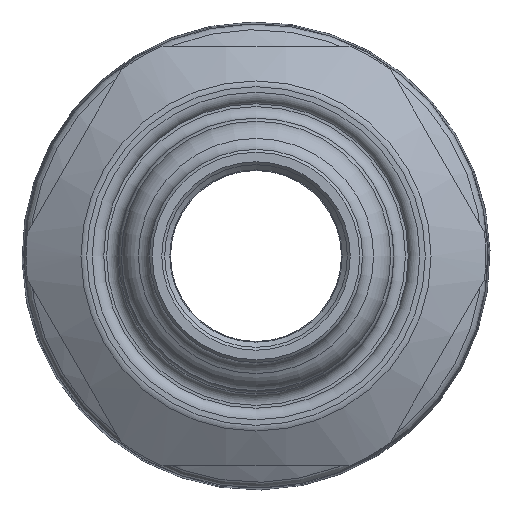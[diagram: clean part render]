
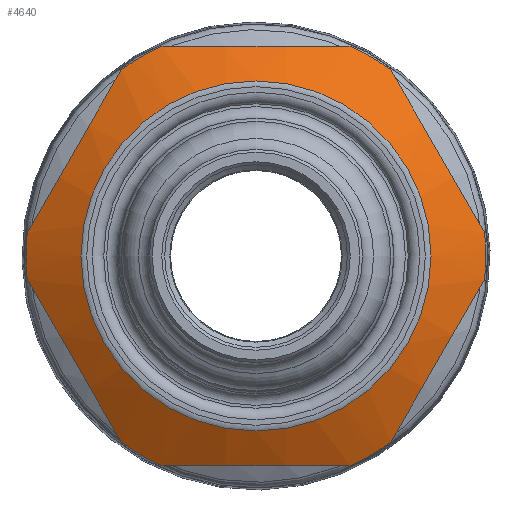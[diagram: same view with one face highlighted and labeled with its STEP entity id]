
A CAD part, front view. The second image highlights one B-rep face of the part: STEP entity #4640.
In plain terms, the highlighted conical face has half-angle 60 degrees and reference radius 17.78 mm.
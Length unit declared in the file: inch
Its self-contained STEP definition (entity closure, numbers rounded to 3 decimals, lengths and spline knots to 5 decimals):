
#192=(
BOUNDED_CURVE()
B_SPLINE_CURVE(2,(#11229,#11230,#11231),.UNSPECIFIED.,.F.,.F.)
B_SPLINE_CURVE_WITH_KNOTS((3,3),(0.,1.67512),.UNSPECIFIED.)
CURVE()
GEOMETRIC_REPRESENTATION_ITEM()
RATIONAL_B_SPLINE_CURVE((1.,1.096,1.))
REPRESENTATION_ITEM('')
);
#193=(
BOUNDED_CURVE()
B_SPLINE_CURVE(2,(#11235,#11236,#11237),.UNSPECIFIED.,.F.,.F.)
B_SPLINE_CURVE_WITH_KNOTS((3,3),(0.,1.67512),.UNSPECIFIED.)
CURVE()
GEOMETRIC_REPRESENTATION_ITEM()
RATIONAL_B_SPLINE_CURVE((1.,1.096,1.))
REPRESENTATION_ITEM('')
);
#194=(
BOUNDED_CURVE()
B_SPLINE_CURVE(2,(#11241,#11242,#11243),.UNSPECIFIED.,.F.,.F.)
B_SPLINE_CURVE_WITH_KNOTS((3,3),(0.,1.67512),.UNSPECIFIED.)
CURVE()
GEOMETRIC_REPRESENTATION_ITEM()
RATIONAL_B_SPLINE_CURVE((1.,1.096,1.))
REPRESENTATION_ITEM('')
);
#195=(
BOUNDED_CURVE()
B_SPLINE_CURVE(2,(#11247,#11248,#11249),.UNSPECIFIED.,.F.,.F.)
B_SPLINE_CURVE_WITH_KNOTS((3,3),(0.,1.67512),.UNSPECIFIED.)
CURVE()
GEOMETRIC_REPRESENTATION_ITEM()
RATIONAL_B_SPLINE_CURVE((1.,1.096,1.))
REPRESENTATION_ITEM('')
);
#196=(
BOUNDED_CURVE()
B_SPLINE_CURVE(2,(#11253,#11254,#11255),.UNSPECIFIED.,.F.,.F.)
B_SPLINE_CURVE_WITH_KNOTS((3,3),(0.,1.67512),.UNSPECIFIED.)
CURVE()
GEOMETRIC_REPRESENTATION_ITEM()
RATIONAL_B_SPLINE_CURVE((1.,1.096,1.))
REPRESENTATION_ITEM('')
);
#197=(
BOUNDED_CURVE()
B_SPLINE_CURVE(2,(#11259,#11260,#11261),.UNSPECIFIED.,.F.,.F.)
B_SPLINE_CURVE_WITH_KNOTS((3,3),(0.,1.67512),.UNSPECIFIED.)
CURVE()
GEOMETRIC_REPRESENTATION_ITEM()
RATIONAL_B_SPLINE_CURVE((1.,1.096,1.))
REPRESENTATION_ITEM('')
);
#733=FACE_OUTER_BOUND('',#1049,.T.);
#1049=EDGE_LOOP('',(#3827,#3828,#3829,#3830,#3831,#3832,#3833,#3834,#3835,
#3836,#3837,#3838,#3839,#3840,#3841,#3842));
#1210=LINE('',#11225,#1358);
#1358=VECTOR('',#6430,0.7);
#1642=CIRCLE('',#5209,0.60928);
#1644=CIRCLE('',#5213,0.8);
#1645=CIRCLE('',#5214,0.8);
#1646=CIRCLE('',#5215,0.8);
#1647=CIRCLE('',#5216,0.8);
#1648=CIRCLE('',#5217,0.8);
#1649=CIRCLE('',#5218,0.8);
#1650=CIRCLE('',#5219,0.8);
#2011=VERTEX_POINT('',#11217);
#2013=VERTEX_POINT('',#11224);
#2014=VERTEX_POINT('',#11226);
#2015=VERTEX_POINT('',#11228);
#2016=VERTEX_POINT('',#11232);
#2017=VERTEX_POINT('',#11234);
#2018=VERTEX_POINT('',#11238);
#2019=VERTEX_POINT('',#11240);
#2020=VERTEX_POINT('',#11244);
#2021=VERTEX_POINT('',#11246);
#2022=VERTEX_POINT('',#11250);
#2023=VERTEX_POINT('',#11252);
#2024=VERTEX_POINT('',#11256);
#2025=VERTEX_POINT('',#11258);
#2627=EDGE_CURVE('',#2011,#2011,#1642,.T.);
#2629=EDGE_CURVE('',#2011,#2013,#1210,.T.);
#2630=EDGE_CURVE('',#2014,#2013,#1644,.T.);
#2631=EDGE_CURVE('',#2015,#2014,#192,.T.);
#2632=EDGE_CURVE('',#2016,#2015,#1645,.T.);
#2633=EDGE_CURVE('',#2017,#2016,#193,.T.);
#2634=EDGE_CURVE('',#2018,#2017,#1646,.T.);
#2635=EDGE_CURVE('',#2019,#2018,#194,.T.);
#2636=EDGE_CURVE('',#2020,#2019,#1647,.T.);
#2637=EDGE_CURVE('',#2021,#2020,#195,.T.);
#2638=EDGE_CURVE('',#2022,#2021,#1648,.T.);
#2639=EDGE_CURVE('',#2023,#2022,#196,.T.);
#2640=EDGE_CURVE('',#2024,#2023,#1649,.T.);
#2641=EDGE_CURVE('',#2025,#2024,#197,.T.);
#2642=EDGE_CURVE('',#2013,#2025,#1650,.T.);
#3827=ORIENTED_EDGE('',*,*,#2627,.F.);
#3828=ORIENTED_EDGE('',*,*,#2629,.T.);
#3829=ORIENTED_EDGE('',*,*,#2630,.F.);
#3830=ORIENTED_EDGE('',*,*,#2631,.F.);
#3831=ORIENTED_EDGE('',*,*,#2632,.F.);
#3832=ORIENTED_EDGE('',*,*,#2633,.F.);
#3833=ORIENTED_EDGE('',*,*,#2634,.F.);
#3834=ORIENTED_EDGE('',*,*,#2635,.F.);
#3835=ORIENTED_EDGE('',*,*,#2636,.F.);
#3836=ORIENTED_EDGE('',*,*,#2637,.F.);
#3837=ORIENTED_EDGE('',*,*,#2638,.F.);
#3838=ORIENTED_EDGE('',*,*,#2639,.F.);
#3839=ORIENTED_EDGE('',*,*,#2640,.F.);
#3840=ORIENTED_EDGE('',*,*,#2641,.F.);
#3841=ORIENTED_EDGE('',*,*,#2642,.F.);
#3842=ORIENTED_EDGE('',*,*,#2629,.F.);
#4089=CONICAL_SURFACE('',#5212,0.7,1.047);
#4640=ADVANCED_FACE('',(#733),#4089,.T.);
#5209=AXIS2_PLACEMENT_3D('',#11219,#6422,#6423);
#5212=AXIS2_PLACEMENT_3D('',#11223,#6428,#6429);
#5213=AXIS2_PLACEMENT_3D('',#11227,#6431,#6432);
#5214=AXIS2_PLACEMENT_3D('',#11233,#6433,#6434);
#5215=AXIS2_PLACEMENT_3D('',#11239,#6435,#6436);
#5216=AXIS2_PLACEMENT_3D('',#11245,#6437,#6438);
#5217=AXIS2_PLACEMENT_3D('',#11251,#6439,#6440);
#5218=AXIS2_PLACEMENT_3D('',#11257,#6441,#6442);
#5219=AXIS2_PLACEMENT_3D('',#11262,#6443,#6444);
#6422=DIRECTION('center_axis',(0.,-1.,0.));
#6423=DIRECTION('ref_axis',(-1.,0.,0.));
#6428=DIRECTION('center_axis',(0.,1.,0.));
#6429=DIRECTION('ref_axis',(1.,0.,0.));
#6430=DIRECTION('',(-0.866,0.5,0.));
#6431=DIRECTION('center_axis',(0.,1.,0.));
#6432=DIRECTION('ref_axis',(-1.,0.,0.));
#6433=DIRECTION('center_axis',(0.,1.,0.));
#6434=DIRECTION('ref_axis',(-1.,0.,0.));
#6435=DIRECTION('center_axis',(0.,1.,0.));
#6436=DIRECTION('ref_axis',(-1.,0.,0.));
#6437=DIRECTION('center_axis',(0.,1.,0.));
#6438=DIRECTION('ref_axis',(-1.,0.,0.));
#6439=DIRECTION('center_axis',(0.,1.,0.));
#6440=DIRECTION('ref_axis',(-1.,0.,0.));
#6441=DIRECTION('center_axis',(0.,1.,0.));
#6442=DIRECTION('ref_axis',(-1.,0.,0.));
#6443=DIRECTION('center_axis',(0.,1.,0.));
#6444=DIRECTION('ref_axis',(-1.,0.,0.));
#11217=CARTESIAN_POINT('',(-0.60928,-2.00629,0.));
#11219=CARTESIAN_POINT('Origin',(0.,-2.00629,
0.));
#11223=CARTESIAN_POINT('Origin',(0.,-1.95392,
0.));
#11224=CARTESIAN_POINT('',(-0.8,-1.89618,0.));
#11225=CARTESIAN_POINT('',(-0.7,-1.95392,0.));
#11226=CARTESIAN_POINT('',(-0.79583,-1.89618,-0.08158));
#11227=CARTESIAN_POINT('Origin',(0.,-1.89618,0.));
#11228=CARTESIAN_POINT('',(-0.46857,-1.89618,-0.64842));
#11229=CARTESIAN_POINT('Ctrl Pts',(-0.46857,-1.89618,
-0.64842));
#11230=CARTESIAN_POINT('Ctrl Pts',(-0.6322,-1.97348,
-0.365));
#11231=CARTESIAN_POINT('Ctrl Pts',(-0.79583,-1.89618,
-0.08158));
#11232=CARTESIAN_POINT('',(-0.32726,-1.89618,-0.73));
#11233=CARTESIAN_POINT('Origin',(0.,-1.89618,0.));
#11234=CARTESIAN_POINT('',(0.32726,-1.89618,-0.73));
#11235=CARTESIAN_POINT('Ctrl Pts',(0.32726,-1.89618,
-0.73));
#11236=CARTESIAN_POINT('Ctrl Pts',(0.,-1.97348,
-0.73));
#11237=CARTESIAN_POINT('Ctrl Pts',(-0.32726,-1.89618,
-0.73));
#11238=CARTESIAN_POINT('',(0.46857,-1.89618,-0.64842));
#11239=CARTESIAN_POINT('Origin',(0.,-1.89618,0.));
#11240=CARTESIAN_POINT('',(0.79583,-1.89618,-0.08158));
#11241=CARTESIAN_POINT('Ctrl Pts',(0.79583,-1.89618,
-0.08158));
#11242=CARTESIAN_POINT('Ctrl Pts',(0.6322,-1.97348,-0.365));
#11243=CARTESIAN_POINT('Ctrl Pts',(0.46857,-1.89618,
-0.64842));
#11244=CARTESIAN_POINT('',(0.79583,-1.89618,0.08158));
#11245=CARTESIAN_POINT('Origin',(0.,-1.89618,0.));
#11246=CARTESIAN_POINT('',(0.46857,-1.89618,0.64842));
#11247=CARTESIAN_POINT('Ctrl Pts',(0.46857,-1.89618,
0.64842));
#11248=CARTESIAN_POINT('Ctrl Pts',(0.6322,-1.97348,0.365));
#11249=CARTESIAN_POINT('Ctrl Pts',(0.79583,-1.89618,
0.08158));
#11250=CARTESIAN_POINT('',(0.32726,-1.89618,0.73));
#11251=CARTESIAN_POINT('Origin',(0.,-1.89618,0.));
#11252=CARTESIAN_POINT('',(-0.32726,-1.89618,0.73));
#11253=CARTESIAN_POINT('Ctrl Pts',(-0.32726,-1.89618,
0.73));
#11254=CARTESIAN_POINT('Ctrl Pts',(0.,-1.97348,
0.73));
#11255=CARTESIAN_POINT('Ctrl Pts',(0.32726,-1.89618,
0.73));
#11256=CARTESIAN_POINT('',(-0.46857,-1.89618,0.64842));
#11257=CARTESIAN_POINT('Origin',(0.,-1.89618,0.));
#11258=CARTESIAN_POINT('',(-0.79583,-1.89618,0.08158));
#11259=CARTESIAN_POINT('Ctrl Pts',(-0.79583,-1.89618,
0.08158));
#11260=CARTESIAN_POINT('Ctrl Pts',(-0.6322,-1.97348,
0.365));
#11261=CARTESIAN_POINT('Ctrl Pts',(-0.46857,-1.89618,
0.64842));
#11262=CARTESIAN_POINT('Origin',(0.,-1.89618,0.));
